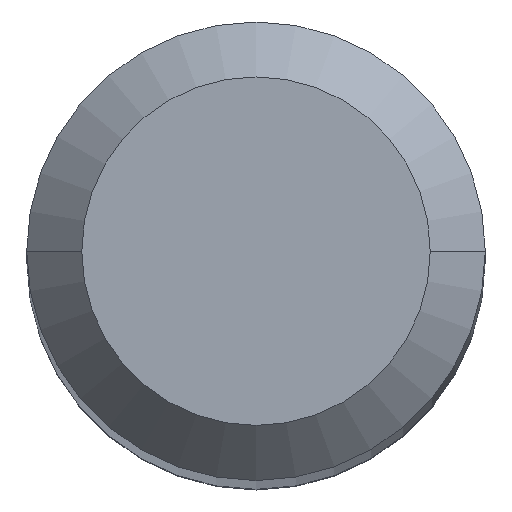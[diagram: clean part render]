
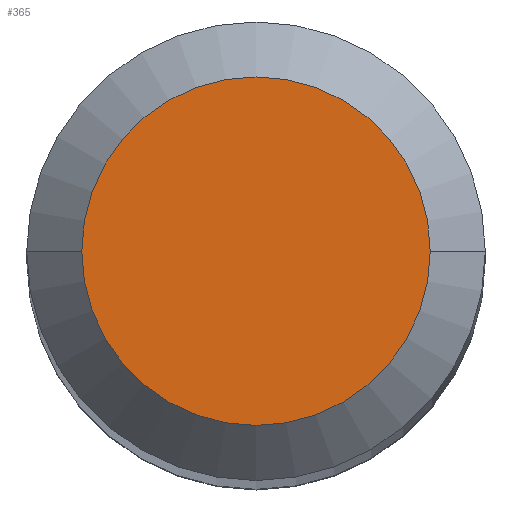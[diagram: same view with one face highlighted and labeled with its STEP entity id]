
A CAD part, top view. The second image highlights one B-rep face of the part: STEP entity #365.
In plain terms, the highlighted planar face has unit normal (0, 0, 1).
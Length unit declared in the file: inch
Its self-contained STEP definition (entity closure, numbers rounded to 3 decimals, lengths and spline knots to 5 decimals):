
#6 = EDGE_CURVE ( 'NONE', #147, #377, #267, .T. ) ;
#68 = ORIENTED_EDGE ( 'NONE', *, *, #6, .T. ) ;
#117 = AXIS2_PLACEMENT_3D ( 'NONE', #268, #388, #238 ) ;
#126 = EDGE_CURVE ( 'NONE', #377, #147, #323, .T. ) ;
#147 = VERTEX_POINT ( 'NONE', #234 ) ;
#166 = DIRECTION ( 'NONE',  ( 1., 0., 0. ) ) ;
#179 = FACE_OUTER_BOUND ( 'NONE', #189, .T. ) ;
#181 = PLANE ( 'NONE',  #255 ) ;
#189 = EDGE_LOOP ( 'NONE', ( #218, #68 ) ) ;
#218 = ORIENTED_EDGE ( 'NONE', *, *, #126, .T. ) ;
#221 = DIRECTION ( 'NONE',  ( 0., 0., 1. ) ) ;
#234 = CARTESIAN_POINT ( 'NONE',  ( 0.0475, 0., 1.5 ) ) ;
#238 = DIRECTION ( 'NONE',  ( 1., 0., 0. ) ) ;
#246 = DIRECTION ( 'NONE',  ( 1., 0., 0. ) ) ;
#253 = CARTESIAN_POINT ( 'NONE',  ( 0., 0., 1.5 ) ) ;
#255 = AXIS2_PLACEMENT_3D ( 'NONE', #395, #221, #246 ) ;
#258 = DIRECTION ( 'NONE',  ( 0., 0., 1. ) ) ;
#267 = CIRCLE ( 'NONE', #310, 0.0475 ) ;
#268 = CARTESIAN_POINT ( 'NONE',  ( 0., 0., 1.5 ) ) ;
#300 = CARTESIAN_POINT ( 'NONE',  ( -0.0475, 0., 1.5 ) ) ;
#310 = AXIS2_PLACEMENT_3D ( 'NONE', #253, #258, #166 ) ;
#323 = CIRCLE ( 'NONE', #117, 0.0475 ) ;
#365 = ADVANCED_FACE ( 'NONE', ( #179 ), #181, .T. ) ;
#377 = VERTEX_POINT ( 'NONE', #300 ) ;
#388 = DIRECTION ( 'NONE',  ( 0., 0., 1. ) ) ;
#395 = CARTESIAN_POINT ( 'NONE',  ( 0., 0., 1.5 ) ) ;
